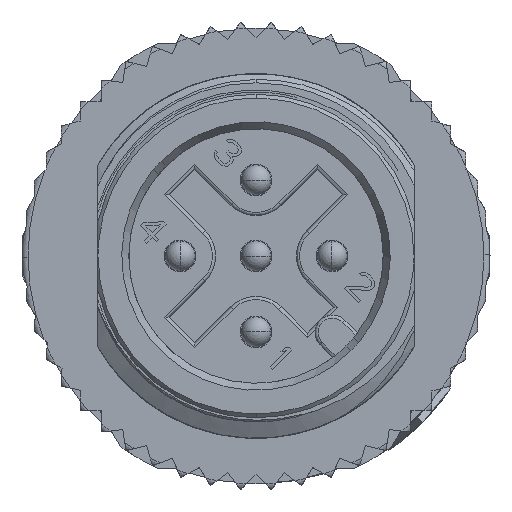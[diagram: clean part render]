
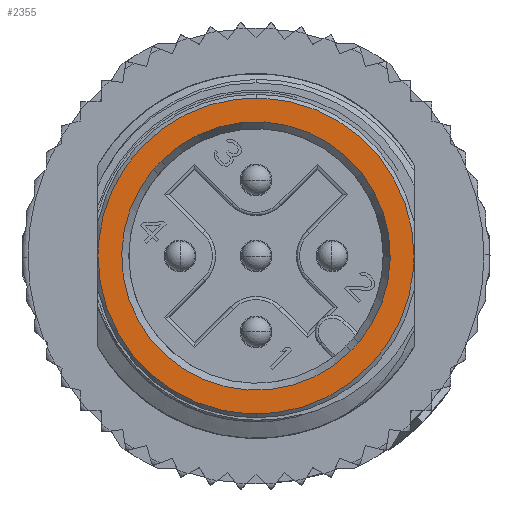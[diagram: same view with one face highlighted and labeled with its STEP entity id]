
A CAD part, front view. The second image highlights one B-rep face of the part: STEP entity #2355.
In plain terms, the highlighted planar face has unit normal (0, -1, 0).
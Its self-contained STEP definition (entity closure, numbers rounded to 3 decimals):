
#2355=ADVANCED_FACE('',(#5317,#5318),#5319,.T.);
#5317=FACE_OUTER_BOUND('',#9322,.T.);
#5318=FACE_BOUND('',#9323,.T.);
#5319=PLANE('',#9324);
#9322=EDGE_LOOP('',(#24708,#24709,#24710,#24711));
#9323=EDGE_LOOP('',(#24712,#24713,#24714,#24715));
#9324=AXIS2_PLACEMENT_3D('',#24716,#24717,#24718);
#24708=ORIENTED_EDGE('',*,*,#30535,.T.);
#24709=ORIENTED_EDGE('',*,*,#32238,.T.);
#24710=ORIENTED_EDGE('',*,*,#30530,.T.);
#24711=ORIENTED_EDGE('',*,*,#32240,.T.);
#24712=ORIENTED_EDGE('',*,*,#30675,.F.);
#24713=ORIENTED_EDGE('',*,*,#31612,.F.);
#24714=ORIENTED_EDGE('',*,*,#30680,.F.);
#24715=ORIENTED_EDGE('',*,*,#31615,.F.);
#24716=CARTESIAN_POINT('',(-5.72,-16.1,5.682));
#24717=DIRECTION('',(0.0,-1.0,0.0));
#24718=DIRECTION('',(1.0,0.0,0.0));
#30530=EDGE_CURVE('',#34768,#34765,#34769,.T.);
#30535=EDGE_CURVE('',#34777,#34774,#34778,.T.);
#30675=EDGE_CURVE('',#35025,#35021,#35027,.T.);
#30680=EDGE_CURVE('',#35034,#35030,#35036,.T.);
#31612=EDGE_CURVE('',#35030,#35025,#36382,.T.);
#31615=EDGE_CURVE('',#35021,#35034,#36385,.T.);
#32238=EDGE_CURVE('',#34774,#34768,#37272,.T.);
#32240=EDGE_CURVE('',#34765,#34777,#37274,.T.);
#34765=VERTEX_POINT('',#40911);
#34768=VERTEX_POINT('',#40915);
#34769=CIRCLE('',#40916,5.2);
#34774=VERTEX_POINT('',#40922);
#34777=VERTEX_POINT('',#40926);
#34778=CIRCLE('',#40927,5.2);
#35021=VERTEX_POINT('',#41353);
#35025=VERTEX_POINT('',#41358);
#35027=CIRCLE('',#41361,4.418);
#35030=VERTEX_POINT('',#41364);
#35034=VERTEX_POINT('',#41369);
#35036=CIRCLE('',#41372,4.418);
#36382=CIRCLE('',#43235,4.418);
#36385=CIRCLE('',#43238,4.418);
#37272=CIRCLE('',#44619,5.2);
#37274=CIRCLE('',#44621,5.2);
#40911=CARTESIAN_POINT('',(-5.18,-16.1,0.453));
#40915=CARTESIAN_POINT('',(5.2,-16.1,0.0));
#40916=AXIS2_PLACEMENT_3D('',#55285,#55286,#55287);
#40922=CARTESIAN_POINT('',(5.18,-16.1,-0.453));
#40926=CARTESIAN_POINT('',(-5.2,-16.1,0.0));
#40927=AXIS2_PLACEMENT_3D('',#55293,#55294,#55295);
#41353=CARTESIAN_POINT('',(3.385,-16.1,-2.84));
#41358=CARTESIAN_POINT('',(3.124,-16.1,-3.124));
#41361=AXIS2_PLACEMENT_3D('',#55510,#55511,#55512);
#41364=CARTESIAN_POINT('',(-3.385,-16.1,2.84));
#41369=CARTESIAN_POINT('',(-3.124,-16.1,3.124));
#41372=AXIS2_PLACEMENT_3D('',#55518,#55519,#55520);
#43235=AXIS2_PLACEMENT_3D('',#56616,#56617,#56618);
#43238=AXIS2_PLACEMENT_3D('',#56622,#56623,#56624);
#44619=AXIS2_PLACEMENT_3D('',#57144,#57145,#57146);
#44621=AXIS2_PLACEMENT_3D('',#57147,#57148,#57149);
#55285=CARTESIAN_POINT('',(0.0,-16.1,0.0));
#55286=DIRECTION('',(0.0,-1.0,0.0));
#55287=DIRECTION('',(1.0,0.0,0.0));
#55293=CARTESIAN_POINT('',(0.0,-16.1,0.0));
#55294=DIRECTION('',(0.0,-1.0,0.0));
#55295=DIRECTION('',(-1.0,0.0,0.0));
#55510=CARTESIAN_POINT('',(0.0,-16.1,0.0));
#55511=DIRECTION('',(0.0,-1.0,0.0));
#55512=DIRECTION('',(0.707,0.0,-0.707));
#55518=CARTESIAN_POINT('',(0.0,-16.1,0.0));
#55519=DIRECTION('',(0.0,-1.0,0.0));
#55520=DIRECTION('',(-0.707,0.0,0.707));
#56616=CARTESIAN_POINT('',(0.0,-16.1,0.0));
#56617=DIRECTION('',(0.0,-1.0,0.0));
#56618=DIRECTION('',(-0.707,0.0,0.707));
#56622=CARTESIAN_POINT('',(0.0,-16.1,0.0));
#56623=DIRECTION('',(0.0,-1.0,0.0));
#56624=DIRECTION('',(0.707,0.0,-0.707));
#57144=CARTESIAN_POINT('',(0.0,-16.1,0.0));
#57145=DIRECTION('',(0.0,-1.0,0.0));
#57146=DIRECTION('',(-1.0,0.0,0.0));
#57147=CARTESIAN_POINT('',(0.0,-16.1,0.0));
#57148=DIRECTION('',(0.0,-1.0,0.0));
#57149=DIRECTION('',(1.0,0.0,0.0));
